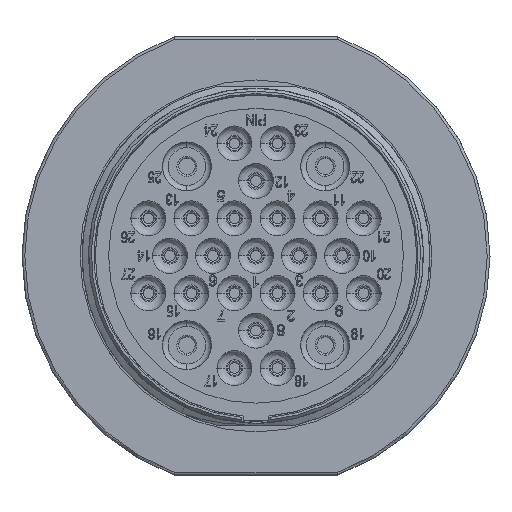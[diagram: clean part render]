
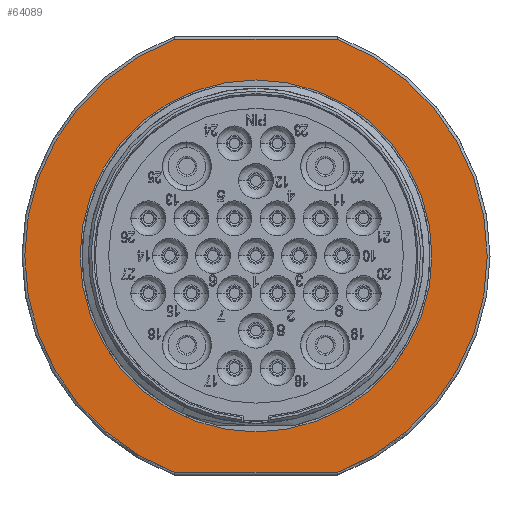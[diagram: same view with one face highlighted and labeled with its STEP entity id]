
A CAD part, top view. The second image highlights one B-rep face of the part: STEP entity #64089.
In plain terms, the highlighted planar face has unit normal (0, 0, 1).
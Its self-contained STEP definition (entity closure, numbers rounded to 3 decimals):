
#16059=CARTESIAN_POINT('',(0.,0.,15.4));
#16060=DIRECTION('',(0.,0.,-1.));
#16061=DIRECTION('',(-0.351,-0.936,0.));
#16062=AXIS2_PLACEMENT_3D('',#16059,#16060,#16061);
#16064=CARTESIAN_POINT('',(0.,0.,15.4));
#16065=DIRECTION('',(0.,0.,-1.));
#16066=DIRECTION('',(-1.,0.001,0.));
#16067=AXIS2_PLACEMENT_3D('',#16064,#16065,#16066);
#16069=CARTESIAN_POINT('',(0.,0.,15.4));
#16070=DIRECTION('',(0.,0.,-1.));
#16071=DIRECTION('',(0.351,0.936,0.));
#16072=AXIS2_PLACEMENT_3D('',#16069,#16070,#16071);
#16074=CARTESIAN_POINT('',(0.,0.,15.4));
#16075=DIRECTION('',(0.,0.,-1.));
#16076=DIRECTION('',(1.,-0.001,0.));
#16077=AXIS2_PLACEMENT_3D('',#16074,#16075,#16076);
#16079=CARTESIAN_POINT('',(0.,0.,15.4));
#16080=DIRECTION('',(0.,0.,1.));
#16081=DIRECTION('',(1.,0.,0.));
#16082=AXIS2_PLACEMENT_3D('',#16079,#16080,#16081);
#16084=CARTESIAN_POINT('',(0.,0.,15.4));
#16085=DIRECTION('',(0.,0.,1.));
#16086=DIRECTION('',(-1.,0.,0.));
#16087=AXIS2_PLACEMENT_3D('',#16084,#16085,#16086);
#16119=DIRECTION('',(1.,0.,0.));
#16120=VECTOR('',#16119,17.636);
#16121=CARTESIAN_POINT('',(-8.818,-23.5,15.4));
#16122=LINE('',#16121,#16120);
#16157=DIRECTION('',(-1.,0.,0.));
#16158=VECTOR('',#16157,17.636);
#16159=CARTESIAN_POINT('',(8.818,23.5,15.4));
#16160=LINE('',#16159,#16158);
#35633=CARTESIAN_POINT('',(-25.1,0.023,15.4));
#35634=CARTESIAN_POINT('',(-8.818,23.5,15.4));
#35635=VERTEX_POINT('',#35633);
#35636=VERTEX_POINT('',#35634);
#35637=CARTESIAN_POINT('',(-8.818,-23.5,15.4));
#35638=VERTEX_POINT('',#35637);
#35639=CARTESIAN_POINT('',(8.818,23.5,15.4));
#35640=VERTEX_POINT('',#35639);
#35641=CARTESIAN_POINT('',(25.1,-0.023,15.4));
#35642=CARTESIAN_POINT('',(8.818,-23.5,15.4));
#35643=VERTEX_POINT('',#35641);
#35644=VERTEX_POINT('',#35642);
#38605=CARTESIAN_POINT('',(19.1,0.,15.4));
#38606=CARTESIAN_POINT('',(-19.1,0.,15.4));
#38607=VERTEX_POINT('',#38605);
#38608=VERTEX_POINT('',#38606);
#64065=CARTESIAN_POINT('',(0.,0.,15.4));
#64066=DIRECTION('',(0.,0.,-1.));
#64067=DIRECTION('',(0.,-1.,0.));
#64068=AXIS2_PLACEMENT_3D('',#64065,#64066,#64067);
#64069=PLANE('',#64068);
#64071=ORIENTED_EDGE('',*,*,#64070,.T.);
#64073=ORIENTED_EDGE('',*,*,#64072,.T.);
#64075=ORIENTED_EDGE('',*,*,#64074,.F.);
#64077=ORIENTED_EDGE('',*,*,#64076,.T.);
#64079=ORIENTED_EDGE('',*,*,#64078,.T.);
#64081=ORIENTED_EDGE('',*,*,#64080,.F.);
#64082=EDGE_LOOP('',(#64071,#64073,#64075,#64077,#64079,#64081));
#64083=FACE_OUTER_BOUND('',#64082,.F.);
#64084=ORIENTED_EDGE('',*,*,#64055,.T.);
#64086=ORIENTED_EDGE('',*,*,#64085,.T.);
#64087=EDGE_LOOP('',(#64084,#64086));
#64088=FACE_BOUND('',#64087,.F.);
#64089=ADVANCED_FACE('',(#64083,#64088),#64069,.F.);
#16063=CIRCLE('',#16062,25.1);
#16068=CIRCLE('',#16067,25.1);
#16073=CIRCLE('',#16072,25.1);
#16078=CIRCLE('',#16077,25.1);
#16083=CIRCLE('',#16082,19.1);
#16088=CIRCLE('',#16087,19.1);
#64055=EDGE_CURVE('',#38607,#38608,#16083,.T.);
#64070=EDGE_CURVE('',#35638,#35635,#16063,.T.);
#64072=EDGE_CURVE('',#35635,#35636,#16068,.T.);
#64074=EDGE_CURVE('',#35640,#35636,#16160,.T.);
#64076=EDGE_CURVE('',#35640,#35643,#16073,.T.);
#64078=EDGE_CURVE('',#35643,#35644,#16078,.T.);
#64080=EDGE_CURVE('',#35638,#35644,#16122,.T.);
#64085=EDGE_CURVE('',#38608,#38607,#16088,.T.);
